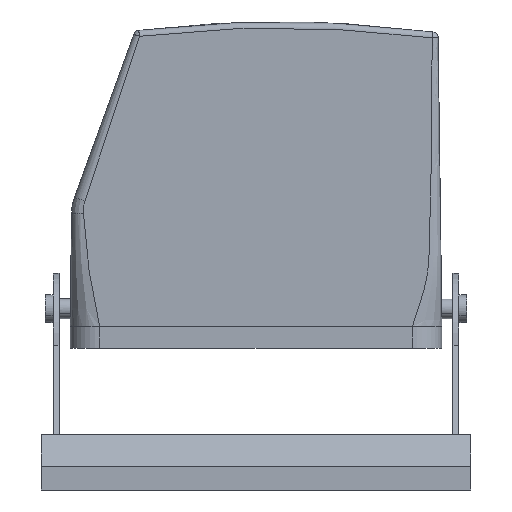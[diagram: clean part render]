
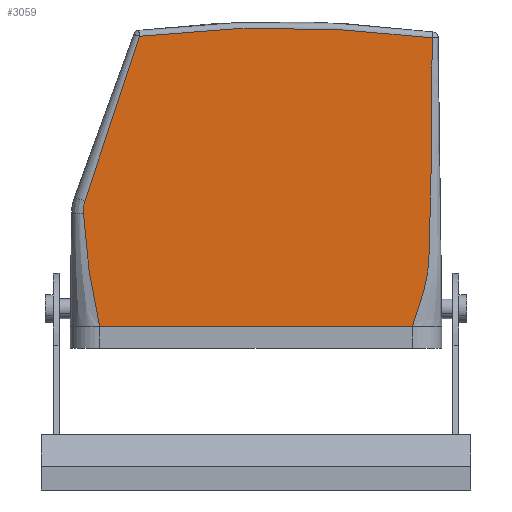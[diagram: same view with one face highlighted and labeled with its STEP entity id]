
A CAD part, left-side view. The second image highlights one B-rep face of the part: STEP entity #3059.
In plain terms, the highlighted planar face has unit normal (-1, 0, 0).
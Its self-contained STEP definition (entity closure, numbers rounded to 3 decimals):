
#2098=AXIS2_PLACEMENT_3D('Circle Axis2P3D',#2096,#2097,$) ;
#3025=AXIS2_PLACEMENT_3D('Plane Axis2P3D',#3022,#3023,#3024) ;
#1865=CARTESIAN_POINT('Vertex',(18.75,83.713,114.686)) ;
#1896=CARTESIAN_POINT('Vertex',(18.75,97.513,72.987)) ;
#1900=CARTESIAN_POINT('Control Point',(18.75,83.713,114.686)) ;
#1901=CARTESIAN_POINT('Control Point',(18.75,84.203,113.272)) ;
#1902=CARTESIAN_POINT('Control Point',(18.75,84.692,111.855)) ;
#1903=CARTESIAN_POINT('Control Point',(18.75,85.179,110.441)) ;
#1904=CARTESIAN_POINT('Control Point',(18.75,86.85,105.562)) ;
#1905=CARTESIAN_POINT('Control Point',(18.75,88.497,100.682)) ;
#1906=CARTESIAN_POINT('Control Point',(18.75,89.652,97.22)) ;
#1907=CARTESIAN_POINT('Control Point',(18.75,91.94,90.301)) ;
#1908=CARTESIAN_POINT('Control Point',(18.75,94.194,83.382)) ;
#1909=CARTESIAN_POINT('Control Point',(18.75,95.315,79.918)) ;
#1910=CARTESIAN_POINT('Control Point',(18.75,96.426,76.453)) ;
#1911=CARTESIAN_POINT('Control Point',(18.75,97.513,72.987)) ;
#1987=CARTESIAN_POINT('Vertex',(18.75,97.875,69.961)) ;
#1991=CARTESIAN_POINT('Control Point',(18.75,97.513,72.987)) ;
#1992=CARTESIAN_POINT('Control Point',(18.75,97.689,72.399)) ;
#1993=CARTESIAN_POINT('Control Point',(18.75,97.816,71.793)) ;
#1994=CARTESIAN_POINT('Control Point',(18.75,97.889,71.178)) ;
#1995=CARTESIAN_POINT('Control Point',(18.75,97.908,70.564)) ;
#1996=CARTESIAN_POINT('Control Point',(18.75,97.875,69.961)) ;
#2086=CARTESIAN_POINT('Vertex',(18.75,9.718,114.303)) ;
#2096=CARTESIAN_POINT('Axis2P3D Location',(18.75,48.25,-181.7)) ;
#2922=CARTESIAN_POINT('Control Point',(18.75,9.718,114.303)) ;
#2923=CARTESIAN_POINT('Control Point',(18.75,9.693,107.128)) ;
#2924=CARTESIAN_POINT('Control Point',(18.75,9.705,99.953)) ;
#2925=CARTESIAN_POINT('Control Point',(18.75,9.789,92.778)) ;
#2926=CARTESIAN_POINT('Control Point',(18.75,9.922,83.521)) ;
#2927=CARTESIAN_POINT('Control Point',(18.75,10.105,74.265)) ;
#2928=CARTESIAN_POINT('Control Point',(18.75,10.149,72.184)) ;
#2929=CARTESIAN_POINT('Control Point',(18.75,10.219,69.061)) ;
#2930=CARTESIAN_POINT('Control Point',(18.75,10.3,65.938)) ;
#2931=CARTESIAN_POINT('Control Point',(18.75,10.329,64.897)) ;
#2932=CARTESIAN_POINT('Control Point',(18.75,10.374,63.336)) ;
#2933=CARTESIAN_POINT('Control Point',(18.75,10.423,61.774)) ;
#2934=CARTESIAN_POINT('Control Point',(18.75,10.439,61.254)) ;
#2935=CARTESIAN_POINT('Control Point',(18.75,10.465,60.482)) ;
#2936=CARTESIAN_POINT('Control Point',(18.75,10.492,59.709)) ;
#2937=CARTESIAN_POINT('Control Point',(18.75,10.502,59.416)) ;
#2938=CARTESIAN_POINT('Control Point',(18.75,10.521,58.904)) ;
#2939=CARTESIAN_POINT('Control Point',(18.75,10.544,58.392)) ;
#2940=CARTESIAN_POINT('Control Point',(18.75,10.558,58.132)) ;
#2941=CARTESIAN_POINT('Control Point',(18.75,10.625,56.943)) ;
#2942=CARTESIAN_POINT('Control Point',(18.75,10.735,55.756)) ;
#2943=CARTESIAN_POINT('Control Point',(18.75,10.858,54.832)) ;
#2944=CARTESIAN_POINT('Control Point',(18.75,11.235,52.661)) ;
#2945=CARTESIAN_POINT('Control Point',(18.75,11.794,50.515)) ;
#2946=CARTESIAN_POINT('Control Point',(18.75,12.164,49.285)) ;
#2947=CARTESIAN_POINT('Control Point',(18.75,12.816,47.258)) ;
#2948=CARTESIAN_POINT('Control Point',(18.75,13.485,45.235)) ;
#2949=CARTESIAN_POINT('Control Point',(18.75,13.748,44.431)) ;
#2950=CARTESIAN_POINT('Control Point',(18.75,14.101,43.328)) ;
#2951=CARTESIAN_POINT('Control Point',(18.75,14.441,42.222)) ;
#2952=CARTESIAN_POINT('Control Point',(18.75,14.534,41.919)) ;
#2953=CARTESIAN_POINT('Control Point',(18.75,14.627,41.611)) ;
#2954=CARTESIAN_POINT('Control Point',(18.75,14.72,41.3)) ;
#2955=CARTESIAN_POINT('Vertex',(18.75,14.72,41.3)) ;
#3022=CARTESIAN_POINT('Axis2P3D Location',(18.75,-10.568,1.371)) ;
#3028=CARTESIAN_POINT('Control Point',(18.75,97.875,69.961)) ;
#3029=CARTESIAN_POINT('Control Point',(18.75,97.783,67.605)) ;
#3030=CARTESIAN_POINT('Control Point',(18.75,97.68,65.249)) ;
#3031=CARTESIAN_POINT('Control Point',(18.75,97.489,62.889)) ;
#3032=CARTESIAN_POINT('Control Point',(18.75,97.002,58.744)) ;
#3033=CARTESIAN_POINT('Control Point',(18.75,96.31,54.624)) ;
#3034=CARTESIAN_POINT('Control Point',(18.75,95.98,52.839)) ;
#3035=CARTESIAN_POINT('Control Point',(18.75,95.418,49.928)) ;
#3036=CARTESIAN_POINT('Control Point',(18.75,94.848,47.018)) ;
#3037=CARTESIAN_POINT('Control Point',(18.75,94.628,45.889)) ;
#3038=CARTESIAN_POINT('Control Point',(18.75,94.324,44.297)) ;
#3039=CARTESIAN_POINT('Control Point',(18.75,94.027,42.704)) ;
#3040=CARTESIAN_POINT('Control Point',(18.75,93.938,42.224)) ;
#3041=CARTESIAN_POINT('Control Point',(18.75,93.853,41.762)) ;
#3042=CARTESIAN_POINT('Control Point',(18.75,93.769,41.3)) ;
#3043=CARTESIAN_POINT('Vertex',(18.75,93.769,41.3)) ;
#3046=CARTESIAN_POINT('Line Origine',(18.75,54.244,41.3)) ;
#2097=DIRECTION('Axis2P3D Direction',(-1.,0.,0.)) ;
#3023=DIRECTION('Axis2P3D Direction',(-1.,0.,0.)) ;
#3024=DIRECTION('Axis2P3D XDirection',(0.,-0.317,0.949)) ;
#3047=DIRECTION('Vector Direction',(0.,-1.,0.)) ;
#3048=VECTOR('Line Direction',#3047,1.) ;
#3052=ORIENTED_EDGE('',*,*,#1912,.F.) ;
#3053=ORIENTED_EDGE('',*,*,#1997,.F.) ;
#3054=ORIENTED_EDGE('',*,*,#3045,.F.) ;
#3055=ORIENTED_EDGE('',*,*,#3050,.T.) ;
#3056=ORIENTED_EDGE('',*,*,#2957,.T.) ;
#3057=ORIENTED_EDGE('',*,*,#2100,.T.) ;
#3059=ADVANCED_FACE('Brep With Voids',(#3058),#3026,.T.) ;
#1899=B_SPLINE_CURVE_WITH_KNOTS('',5,(#1900,#1901,#1902,#1903,#1904,#1905,#1906,#1907,#1908,#1909,#1910,#1911),.UNSPECIFIED.,.F.,.U.,(6,3,3,6),(77.351,84.807,103.037,121.268),.UNSPECIFIED.) ;
#1990=B_SPLINE_CURVE_WITH_KNOTS('',5,(#1991,#1992,#1993,#1994,#1995,#1996),.UNSPECIFIED.,.F.,.U.,(6,6),(255.935,259.604),.UNSPECIFIED.) ;
#2921=B_SPLINE_CURVE_WITH_KNOTS('',5,(#2922,#2923,#2924,#2925,#2926,#2927,#2928,#2929,#2930,#2931,#2932,#2933,#2934,#2935,#2936,#2937,#2938,#2939,#2940,#2941,#2942,#2943,#2944,#2945,#2946,#2947,#2948,#2949,#2950,#2951,#2952,#2953,#2954),.UNSPECIFIED.,.F.,.U.,(6,3,3,3,3,3,3,3,3,3,6),(38.951,74.83,85.241,90.447,93.051,94.311,95.613,100.259,106.563,110.722,112.257),.UNSPECIFIED.) ;
#3027=B_SPLINE_CURVE_WITH_KNOTS('',5,(#3028,#3029,#3030,#3031,#3032,#3033,#3034,#3035,#3036,#3037,#3038,#3039,#3040,#3041,#3042),.UNSPECIFIED.,.F.,.U.,(6,3,3,3,6),(0.,16.72,29.548,37.68,41.001),.UNSPECIFIED.) ;
#2099=CIRCLE('generated circle',#2098,298.5) ;
#1912=EDGE_CURVE('',#1897,#1866,#1899,.F.) ;
#1997=EDGE_CURVE('',#1988,#1897,#1990,.F.) ;
#2100=EDGE_CURVE('',#2087,#1866,#2099,.T.) ;
#2957=EDGE_CURVE('',#2956,#2087,#2921,.F.) ;
#3045=EDGE_CURVE('',#3044,#1988,#3027,.F.) ;
#3050=EDGE_CURVE('',#3044,#2956,#3049,.T.) ;
#3051=EDGE_LOOP('',(#3052,#3053,#3054,#3055,#3056,#3057)) ;
#3058=FACE_OUTER_BOUND('',#3051,.T.) ;
#3049=LINE('Line',#3046,#3048) ;
#3026=PLANE('',#3025) ;
#1866=VERTEX_POINT('',#1865) ;
#1897=VERTEX_POINT('',#1896) ;
#1988=VERTEX_POINT('',#1987) ;
#2087=VERTEX_POINT('',#2086) ;
#2956=VERTEX_POINT('',#2955) ;
#3044=VERTEX_POINT('',#3043) ;
